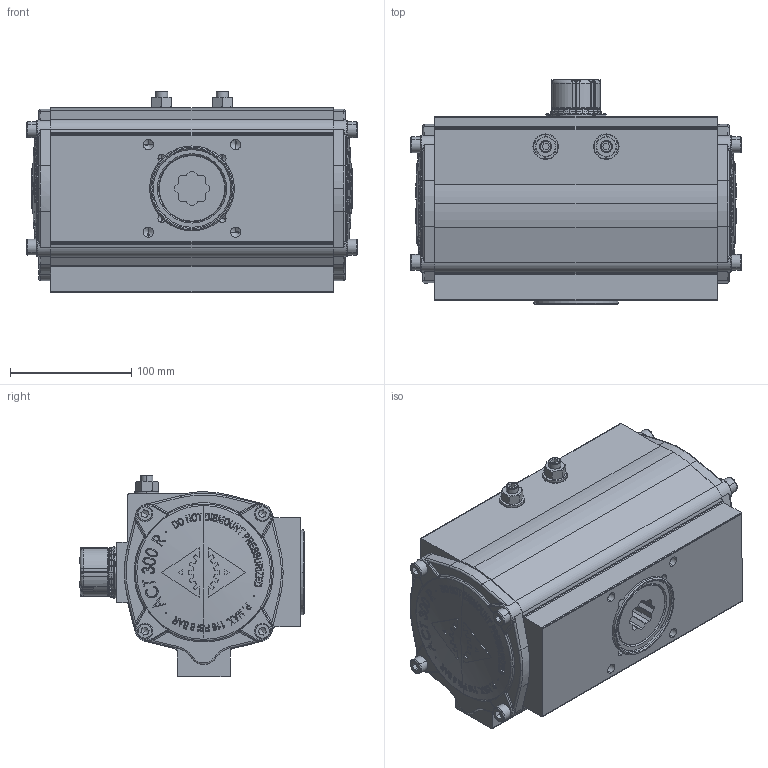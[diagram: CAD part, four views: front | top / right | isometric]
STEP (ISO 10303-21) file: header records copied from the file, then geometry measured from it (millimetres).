
FILE_DESCRIPTION (( 'STEP AP214' ), '1' );
FILE_NAME ('0300 ADA.STEP', '2011-12-07T10:54:26', ( 'ossuin - p' ), ( 'Ossuin' ), 'SwSTEP 2.0', 'SolidWorks 2010', '' );
FILE_SCHEMA (( 'AUTOMOTIVE_DESIGN' ));
Length unit declared in the file: millimetre
Products named in the file (10): Tapon ﾘ45; E0300N; C0300; 0300 ADA; DIN 912 M8 x 30 --- 30C_Default; CR0300; T0300c; DIN 915 - M10 x 30-C_DIN 915 - M10 x 30-C; Hexagon Nut ISO 4032 - M10 - D - C_Default; Washer DIN 125 - A 10.5_Default
Assembly tree (20 placements, depth 2):
  0300 ADA
    Hexagon Nut ISO 4032 - M10 - D - C_Default  x2
    C0300
    DIN 912 M8 x 30 --- 30C_Default  x8
    T0300c  x2
    Washer DIN 125 - A 10.5_Default  x2
    DIN 915 - M10 x 30-C_DIN 915 - M10 x 30-C  x2
    E0300N
    CR0300
    Tapon ﾘ45
Bounding box: 272.6 x 185.29 x 166.1 mm (x, y, z)
Volume: 1965409.9 mm3; surface area: 415633.7 mm2
Topology: 28 solids, 28 shells, 4834 faces, 13117 edges, 8433 vertices
Faces by surface type: plane 2533, cylinder 926, bspline 677, cone 271, torus 231, sphere 196
Entity records: 142029 total; most frequent: CARTESIAN_POINT 44162, ORIENTED_EDGE 18058, DIRECTION 17274, EDGE_CURVE 9029, AXIS2_PLACEMENT_3D 6733, VERTEX_POINT 5861, LINE 3808, VECTOR 3808
